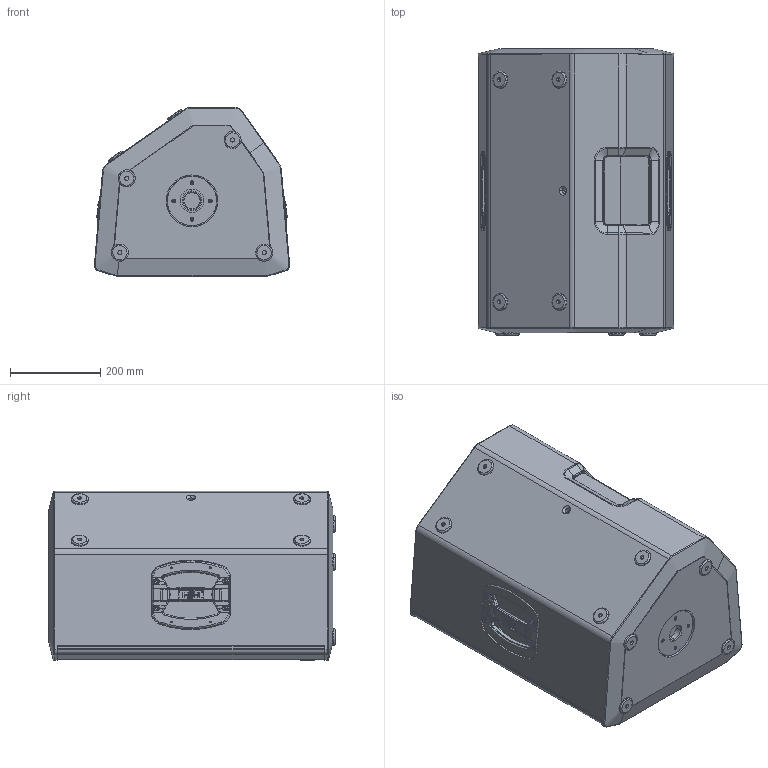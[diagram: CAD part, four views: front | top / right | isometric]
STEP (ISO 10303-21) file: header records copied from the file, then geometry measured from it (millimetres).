
FILE_DESCRIPTION (( 'STEP AP214' ), '1' );
FILE_NAME ('TNP-1501 Solid Part.STEP', '2017-11-07T11:33:37', ( '' ), ( '' ), 'SwSTEP 2.0', 'SolidWorks 2017', '' );
FILE_SCHEMA (( 'AUTOMOTIVE_DESIGN' ));
Length unit declared in the file: millimetre
Products named in the file (1): TNP-1501 Solid Part
Bounding box: 433.32 x 635 x 375.75 mm (x, y, z)
Volume: 81635007.7 mm3; surface area: 1436724.6 mm2
Topology: 1 solids, 12 shells, 2639 faces, 6460 edges, 3831 vertices
Faces by surface type: cylinder 971, plane 822, bspline 484, torus 142, cone 118, sphere 102
Entity records: 123599 total; most frequent: CARTESIAN_POINT 37890, ORIENTED_EDGE 12716, DIRECTION 11045, EDGE_CURVE 6358, AXIS2_PLACEMENT_3D 4109, VERTEX_POINT 3815, LINE 2827, VECTOR 2827
